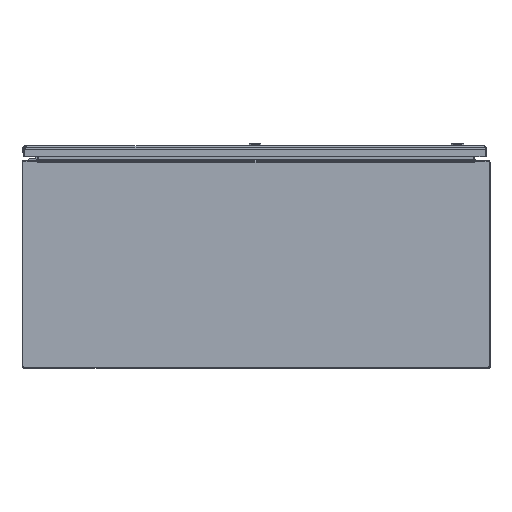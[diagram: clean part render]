
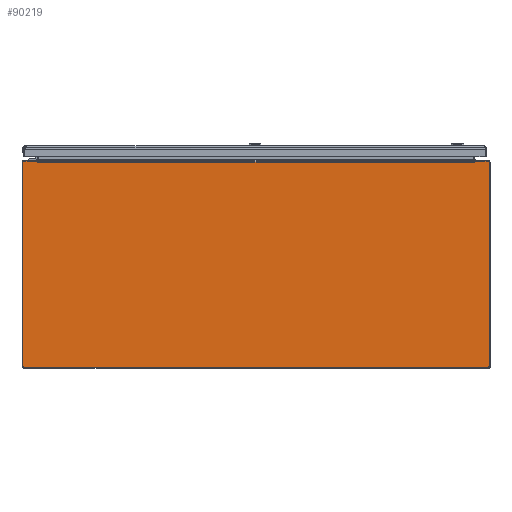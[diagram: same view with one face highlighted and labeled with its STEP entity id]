
A CAD part, front view. The second image highlights one B-rep face of the part: STEP entity #90219.
In plain terms, the highlighted planar face has unit normal (0, -1, 0).
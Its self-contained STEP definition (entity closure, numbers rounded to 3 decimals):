
#1111 = LINE ( 'NONE', #132892, #186983 ) ;
#1716 = CARTESIAN_POINT ( 'NONE',  ( 16.806, -38., 7.855 ) ) ;
#3430 = CARTESIAN_POINT ( 'NONE',  ( 17.857, -38., 7.857 ) ) ;
#4240 = LINE ( 'NONE', #50752, #101461 ) ;
#11956 = VECTOR ( 'NONE', #26569, 39.37 ) ;
#12167 = EDGE_CURVE ( 'NONE', #114913, #58874, #1111, .T. ) ;
#13139 = ORIENTED_EDGE ( 'NONE', *, *, #159098, .F. ) ;
#13142 = ORIENTED_EDGE ( 'NONE', *, *, #177553, .F. ) ;
#14309 = CARTESIAN_POINT ( 'NONE',  ( -17.937, -38., 0. ) ) ;
#15863 = CIRCLE ( 'NONE', #120183, 0.08 ) ;
#16740 = EDGE_CURVE ( 'NONE', #114913, #124714, #20393, .T. ) ;
#18446 = DIRECTION ( 'NONE',  ( 1., 0., 0. ) ) ;
#20393 = LINE ( 'NONE', #154073, #146112 ) ;
#20982 = VECTOR ( 'NONE', #177860, 39.37 ) ;
#22223 = EDGE_CURVE ( 'NONE', #94475, #37231, #93219, .T. ) ;
#23488 = CARTESIAN_POINT ( 'NONE',  ( 16.828, -38., 7.937 ) ) ;
#25992 = VERTEX_POINT ( 'NONE', #85401 ) ;
#26027 = CARTESIAN_POINT ( 'NONE',  ( 0., -38., -7.937 ) ) ;
#26569 = DIRECTION ( 'NONE',  ( -1., 0., 0. ) ) ;
#31661 = AXIS2_PLACEMENT_3D ( 'NONE', #3430, #77700, #140058 ) ;
#36081 = CARTESIAN_POINT ( 'NONE',  ( -16.814, -38., 7.855 ) ) ;
#37231 = VERTEX_POINT ( 'NONE', #165908 ) ;
#37643 = VECTOR ( 'NONE', #136059, 39.37 ) ;
#37658 = CARTESIAN_POINT ( 'NONE',  ( 17.857, -38., -7.937 ) ) ;
#50752 = CARTESIAN_POINT ( 'NONE',  ( 0., -38., 7.855 ) ) ;
#53723 = ORIENTED_EDGE ( 'NONE', *, *, #74249, .T. ) ;
#54472 = VERTEX_POINT ( 'NONE', #37658 ) ;
#54751 = ORIENTED_EDGE ( 'NONE', *, *, #175150, .T. ) ;
#57658 = LINE ( 'NONE', #26027, #164358 ) ;
#58874 = VERTEX_POINT ( 'NONE', #61644 ) ;
#60704 = VERTEX_POINT ( 'NONE', #128219 ) ;
#61644 = CARTESIAN_POINT ( 'NONE',  ( 16.814, -38., 7.855 ) ) ;
#62299 = EDGE_CURVE ( 'NONE', #80559, #25992, #171007, .T. ) ;
#63269 = ORIENTED_EDGE ( 'NONE', *, *, #128692, .T. ) ;
#64089 = LINE ( 'NONE', #1716, #149809 ) ;
#64197 = ORIENTED_EDGE ( 'NONE', *, *, #140266, .F. ) ;
#68777 = DIRECTION ( 'NONE',  ( 0., 0., -1. ) ) ;
#70782 = DIRECTION ( 'NONE',  ( 0., 0., -1. ) ) ;
#73338 = CARTESIAN_POINT ( 'NONE',  ( -16.828, -38., 7.937 ) ) ;
#74249 = EDGE_CURVE ( 'NONE', #120748, #60704, #4240, .T. ) ;
#77700 = DIRECTION ( 'NONE',  ( 0., 1., 0. ) ) ;
#80559 = VERTEX_POINT ( 'NONE', #188532 ) ;
#80804 = CARTESIAN_POINT ( 'NONE',  ( 17.857, -38., -7.857 ) ) ;
#83840 = DIRECTION ( 'NONE',  ( 0., 1., 0. ) ) ;
#85401 = CARTESIAN_POINT ( 'NONE',  ( -17.937, -38., -7.857 ) ) ;
#88599 = DIRECTION ( 'NONE',  ( 0., 0., 1. ) ) ;
#89291 = DIRECTION ( 'NONE',  ( -0.174, 0., -0.985 ) ) ;
#90219 = ADVANCED_FACE ( 'NONE', ( #157905 ), #130164, .T. ) ;
#93219 = LINE ( 'NONE', #119995, #168837 ) ;
#94020 = ORIENTED_EDGE ( 'NONE', *, *, #12167, .T. ) ;
#94475 = VERTEX_POINT ( 'NONE', #159580 ) ;
#98599 = DIRECTION ( 'NONE',  ( 0., 1., 0. ) ) ;
#101260 = AXIS2_PLACEMENT_3D ( 'NONE', #112373, #186595, #68777 ) ;
#101461 = VECTOR ( 'NONE', #186356, 39.37 ) ;
#110704 = CIRCLE ( 'NONE', #31661, 0.08 ) ;
#112373 = CARTESIAN_POINT ( 'NONE',  ( 0., -38., 0. ) ) ;
#113414 = VERTEX_POINT ( 'NONE', #73338 ) ;
#114913 = VERTEX_POINT ( 'NONE', #23488 ) ;
#115363 = DIRECTION ( 'NONE',  ( 0., 1., 0. ) ) ;
#117497 = CARTESIAN_POINT ( 'NONE',  ( 0., -38., 7.937 ) ) ;
#117808 = CARTESIAN_POINT ( 'NONE',  ( -17.937, -38., 7.857 ) ) ;
#118087 = DIRECTION ( 'NONE',  ( -1., 0., 0. ) ) ;
#119995 = CARTESIAN_POINT ( 'NONE',  ( 17.937, -38., 0. ) ) ;
#120183 = AXIS2_PLACEMENT_3D ( 'NONE', #130224, #115363, #70782 ) ;
#120748 = VERTEX_POINT ( 'NONE', #126407 ) ;
#120962 = DIRECTION ( 'NONE',  ( 0., 0., -1. ) ) ;
#124714 = VERTEX_POINT ( 'NONE', #153756 ) ;
#126407 = CARTESIAN_POINT ( 'NONE',  ( 16.798, -38., 7.855 ) ) ;
#128219 = CARTESIAN_POINT ( 'NONE',  ( -16.798, -38., 7.855 ) ) ;
#128317 = DIRECTION ( 'NONE',  ( 0., 0., -1. ) ) ;
#128360 = VERTEX_POINT ( 'NONE', #36081 ) ;
#128692 = EDGE_CURVE ( 'NONE', #58874, #120748, #64089, .T. ) ;
#130164 = PLANE ( 'NONE',  #101260 ) ;
#130224 = CARTESIAN_POINT ( 'NONE',  ( -17.857, -38., 7.857 ) ) ;
#130580 = LINE ( 'NONE', #133476, #11956 ) ;
#132364 = LINE ( 'NONE', #117497, #20982 ) ;
#132892 = CARTESIAN_POINT ( 'NONE',  ( 16.828, -38., 7.937 ) ) ;
#133476 = CARTESIAN_POINT ( 'NONE',  ( 0., -38., 7.855 ) ) ;
#134120 = LINE ( 'NONE', #161863, #37643 ) ;
#134181 = ORIENTED_EDGE ( 'NONE', *, *, #155540, .F. ) ;
#136059 = DIRECTION ( 'NONE',  ( -0.174, 0., 0.985 ) ) ;
#137811 = ORIENTED_EDGE ( 'NONE', *, *, #62299, .F. ) ;
#140058 = DIRECTION ( 'NONE',  ( 0., 0., -1. ) ) ;
#140266 = EDGE_CURVE ( 'NONE', #54472, #80559, #57658, .T. ) ;
#141144 = VERTEX_POINT ( 'NONE', #155131 ) ;
#144222 = CARTESIAN_POINT ( 'NONE',  ( -17.857, -38., -7.857 ) ) ;
#146112 = VECTOR ( 'NONE', #18446, 39.37 ) ;
#148314 = AXIS2_PLACEMENT_3D ( 'NONE', #80804, #98599, #128317 ) ;
#148806 = AXIS2_PLACEMENT_3D ( 'NONE', #144222, #83840, #160064 ) ;
#149809 = VECTOR ( 'NONE', #185829, 39.37 ) ;
#149977 = ORIENTED_EDGE ( 'NONE', *, *, #163560, .F. ) ;
#153756 = CARTESIAN_POINT ( 'NONE',  ( 17.857, -38., 7.937 ) ) ;
#154073 = CARTESIAN_POINT ( 'NONE',  ( 0., -38., 7.937 ) ) ;
#155131 = CARTESIAN_POINT ( 'NONE',  ( -17.857, -38., 7.937 ) ) ;
#155540 = EDGE_CURVE ( 'NONE', #25992, #185846, #192521, .T. ) ;
#156498 = ORIENTED_EDGE ( 'NONE', *, *, #16740, .F. ) ;
#157905 = FACE_OUTER_BOUND ( 'NONE', #193843, .T. ) ;
#159098 = EDGE_CURVE ( 'NONE', #141144, #113414, #132364, .T. ) ;
#159580 = CARTESIAN_POINT ( 'NONE',  ( 17.937, -38., 7.857 ) ) ;
#160064 = DIRECTION ( 'NONE',  ( 0., 0., -1. ) ) ;
#161863 = CARTESIAN_POINT ( 'NONE',  ( -16.814, -38., 7.855 ) ) ;
#161902 = EDGE_CURVE ( 'NONE', #60704, #128360, #130580, .T. ) ;
#163034 = VECTOR ( 'NONE', #88599, 39.37 ) ;
#163560 = EDGE_CURVE ( 'NONE', #37231, #54472, #195744, .T. ) ;
#164358 = VECTOR ( 'NONE', #118087, 39.37 ) ;
#165499 = EDGE_CURVE ( 'NONE', #185846, #141144, #15863, .T. ) ;
#165908 = CARTESIAN_POINT ( 'NONE',  ( 17.937, -38., -7.857 ) ) ;
#168837 = VECTOR ( 'NONE', #120962, 39.37 ) ;
#171007 = CIRCLE ( 'NONE', #148806, 0.08 ) ;
#175150 = EDGE_CURVE ( 'NONE', #128360, #113414, #134120, .T. ) ;
#177553 = EDGE_CURVE ( 'NONE', #124714, #94475, #110704, .T. ) ;
#177860 = DIRECTION ( 'NONE',  ( 1., 0., 0. ) ) ;
#180354 = ORIENTED_EDGE ( 'NONE', *, *, #22223, .F. ) ;
#181582 = ORIENTED_EDGE ( 'NONE', *, *, #161902, .T. ) ;
#185829 = DIRECTION ( 'NONE',  ( -1., 0., 0. ) ) ;
#185846 = VERTEX_POINT ( 'NONE', #117808 ) ;
#186356 = DIRECTION ( 'NONE',  ( -1., 0., 0. ) ) ;
#186595 = DIRECTION ( 'NONE',  ( 0., -1., 0. ) ) ;
#186983 = VECTOR ( 'NONE', #89291, 39.37 ) ;
#188532 = CARTESIAN_POINT ( 'NONE',  ( -17.857, -38., -7.937 ) ) ;
#192521 = LINE ( 'NONE', #14309, #163034 ) ;
#193843 = EDGE_LOOP ( 'NONE', ( #13139, #194748, #134181, #137811, #64197, #149977, #180354, #13142, #156498, #94020, #63269, #53723, #181582, #54751 ) ) ;
#194748 = ORIENTED_EDGE ( 'NONE', *, *, #165499, .F. ) ;
#195744 = CIRCLE ( 'NONE', #148314, 0.08 ) ;
